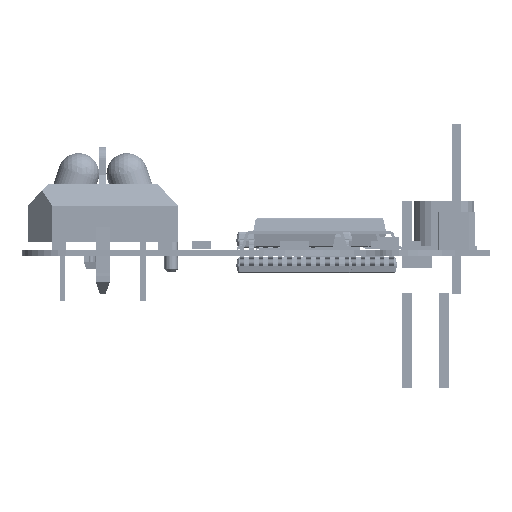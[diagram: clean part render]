
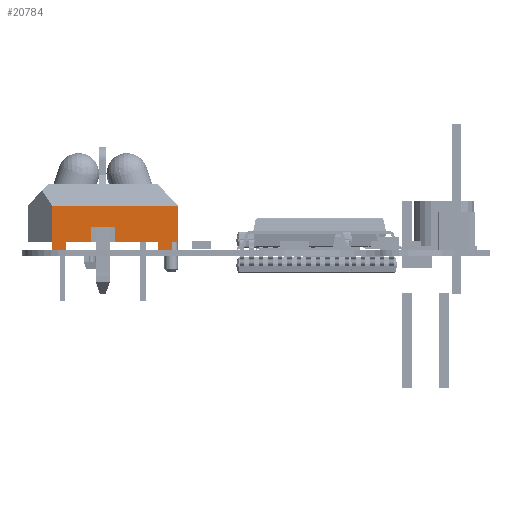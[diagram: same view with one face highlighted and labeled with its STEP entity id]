
A CAD part, left-side view. The second image highlights one B-rep face of the part: STEP entity #20784.
In plain terms, the highlighted face is planar.
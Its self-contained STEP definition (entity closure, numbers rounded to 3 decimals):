
#20166 = VERTEX_POINT('',#20167);
#20167 = CARTESIAN_POINT('',(2.9,0.513,-3.734));
#20173 = EDGE_CURVE('',#20174,#20166,#20176,.T.);
#20174 = VERTEX_POINT('',#20175);
#20175 = CARTESIAN_POINT('',(2.9,0.513,-0.8));
#20176 = LINE('',#20177,#20178);
#20177 = CARTESIAN_POINT('',(2.9,0.513,1.25));
#20178 = VECTOR('',#20179,1.);
#20179 = DIRECTION('',(0.,0.,-1.));
#20230 = VERTEX_POINT('',#20231);
#20231 = CARTESIAN_POINT('',(2.9,0.513,0.8));
#20237 = EDGE_CURVE('',#20238,#20230,#20240,.T.);
#20238 = VERTEX_POINT('',#20239);
#20239 = CARTESIAN_POINT('',(2.9,0.513,2.5));
#20240 = LINE('',#20241,#20242);
#20241 = CARTESIAN_POINT('',(2.9,0.513,1.25));
#20242 = VECTOR('',#20243,1.);
#20243 = DIRECTION('',(0.,0.,-1.));
#20372 = VERTEX_POINT('',#20373);
#20373 = CARTESIAN_POINT('',(2.9,1.513,-0.475));
#20530 = EDGE_CURVE('',#20531,#20372,#20533,.T.);
#20531 = VERTEX_POINT('',#20532);
#20532 = CARTESIAN_POINT('',(2.9,1.513,0.475));
#20533 = LINE('',#20534,#20535);
#20534 = CARTESIAN_POINT('',(2.9,1.513,-0.4));
#20535 = VECTOR('',#20536,1.);
#20536 = DIRECTION('',(0.,0.,-1.));
#20709 = VERTEX_POINT('',#20710);
#20710 = CARTESIAN_POINT('',(2.9,1.513,-0.8));
#20716 = EDGE_CURVE('',#20372,#20709,#20717,.T.);
#20717 = LINE('',#20718,#20719);
#20718 = CARTESIAN_POINT('',(2.9,1.513,-0.4));
#20719 = VECTOR('',#20720,1.);
#20720 = DIRECTION('',(0.,0.,-1.));
#20731 = EDGE_CURVE('',#20732,#20531,#20734,.T.);
#20732 = VERTEX_POINT('',#20733);
#20733 = CARTESIAN_POINT('',(2.9,1.513,0.8));
#20734 = LINE('',#20735,#20736);
#20735 = CARTESIAN_POINT('',(2.9,1.513,-0.4));
#20736 = VECTOR('',#20737,1.);
#20737 = DIRECTION('',(0.,0.,-1.));
#20754 = EDGE_CURVE('',#20709,#20174,#20755,.T.);
#20755 = LINE('',#20756,#20757);
#20756 = CARTESIAN_POINT('',(2.9,1.382,-0.8));
#20757 = VECTOR('',#20758,1.);
#20758 = DIRECTION('',(0.,-1.,0.));
#20771 = EDGE_CURVE('',#20230,#20732,#20772,.T.);
#20772 = LINE('',#20773,#20774);
#20773 = CARTESIAN_POINT('',(2.9,1.882,0.8));
#20774 = VECTOR('',#20775,1.);
#20775 = DIRECTION('',(0.,1.,0.));
#20784 = ADVANCED_FACE('',(#20785),#20872,.T.);
#20785 = FACE_BOUND('',#20786,.T.);
#20786 = EDGE_LOOP('',(#20787,#20788,#20789,#20790,#20791,#20792,#20793,
    #20801,#20809,#20817,#20825,#20833,#20841,#20849,#20857,#20865,
    #20871));
#20787 = ORIENTED_EDGE('',*,*,#20771,.T.);
#20788 = ORIENTED_EDGE('',*,*,#20731,.T.);
#20789 = ORIENTED_EDGE('',*,*,#20530,.T.);
#20790 = ORIENTED_EDGE('',*,*,#20716,.T.);
#20791 = ORIENTED_EDGE('',*,*,#20754,.T.);
#20792 = ORIENTED_EDGE('',*,*,#20173,.T.);
#20793 = ORIENTED_EDGE('',*,*,#20794,.T.);
#20794 = EDGE_CURVE('',#20166,#20795,#20797,.T.);
#20795 = VERTEX_POINT('',#20796);
#20796 = CARTESIAN_POINT('',(2.9,0.,-3.734));
#20797 = LINE('',#20798,#20799);
#20798 = CARTESIAN_POINT('',(2.9,1.382,-3.734));
#20799 = VECTOR('',#20800,1.);
#20800 = DIRECTION('',(0.,-1.,0.));
#20801 = ORIENTED_EDGE('',*,*,#20802,.T.);
#20802 = EDGE_CURVE('',#20795,#20803,#20805,.T.);
#20803 = VERTEX_POINT('',#20804);
#20804 = CARTESIAN_POINT('',(2.9,0.,-4.684));
#20805 = LINE('',#20806,#20807);
#20806 = CARTESIAN_POINT('',(2.9,0.,-5.1));
#20807 = VECTOR('',#20808,1.);
#20808 = DIRECTION('',(0.,0.,-1.));
#20809 = ORIENTED_EDGE('',*,*,#20810,.T.);
#20810 = EDGE_CURVE('',#20803,#20811,#20813,.T.);
#20811 = VERTEX_POINT('',#20812);
#20812 = CARTESIAN_POINT('',(2.9,0.513,-4.684));
#20813 = LINE('',#20814,#20815);
#20814 = CARTESIAN_POINT('',(2.9,1.126,-4.684));
#20815 = VECTOR('',#20816,1.);
#20816 = DIRECTION('',(0.,1.,0.));
#20817 = ORIENTED_EDGE('',*,*,#20818,.T.);
#20818 = EDGE_CURVE('',#20811,#20819,#20821,.T.);
#20819 = VERTEX_POINT('',#20820);
#20820 = CARTESIAN_POINT('',(2.9,0.513,-5.1));
#20821 = LINE('',#20822,#20823);
#20822 = CARTESIAN_POINT('',(2.9,0.513,-2.342));
#20823 = VECTOR('',#20824,1.);
#20824 = DIRECTION('',(0.,0.,-1.));
#20825 = ORIENTED_EDGE('',*,*,#20826,.T.);
#20826 = EDGE_CURVE('',#20819,#20827,#20829,.T.);
#20827 = VERTEX_POINT('',#20828);
#20828 = CARTESIAN_POINT('',(2.9,3.,-5.1));
#20829 = LINE('',#20830,#20831);
#20830 = CARTESIAN_POINT('',(2.9,3.,-5.1));
#20831 = VECTOR('',#20832,1.);
#20832 = DIRECTION('',(0.,1.,0.));
#20833 = ORIENTED_EDGE('',*,*,#20834,.T.);
#20834 = EDGE_CURVE('',#20827,#20835,#20837,.T.);
#20835 = VERTEX_POINT('',#20836);
#20836 = CARTESIAN_POINT('',(2.9,3.,3.45));
#20837 = LINE('',#20838,#20839);
#20838 = CARTESIAN_POINT('',(2.9,3.,0.));
#20839 = VECTOR('',#20840,1.);
#20840 = DIRECTION('',(0.,0.,1.));
#20841 = ORIENTED_EDGE('',*,*,#20842,.T.);
#20842 = EDGE_CURVE('',#20835,#20843,#20845,.T.);
#20843 = VERTEX_POINT('',#20844);
#20844 = CARTESIAN_POINT('',(2.9,0.513,3.45));
#20845 = LINE('',#20846,#20847);
#20846 = CARTESIAN_POINT('',(2.9,1.126,3.45));
#20847 = VECTOR('',#20848,1.);
#20848 = DIRECTION('',(0.,-1.,0.));
#20849 = ORIENTED_EDGE('',*,*,#20850,.T.);
#20850 = EDGE_CURVE('',#20843,#20851,#20853,.T.);
#20851 = VERTEX_POINT('',#20852);
#20852 = CARTESIAN_POINT('',(2.9,0.,3.45));
#20853 = LINE('',#20854,#20855);
#20854 = CARTESIAN_POINT('',(2.9,1.126,3.45));
#20855 = VECTOR('',#20856,1.);
#20856 = DIRECTION('',(0.,-1.,0.));
#20857 = ORIENTED_EDGE('',*,*,#20858,.T.);
#20858 = EDGE_CURVE('',#20851,#20859,#20861,.T.);
#20859 = VERTEX_POINT('',#20860);
#20860 = CARTESIAN_POINT('',(2.9,0.,2.5));
#20861 = LINE('',#20862,#20863);
#20862 = CARTESIAN_POINT('',(2.9,0.,-5.1));
#20863 = VECTOR('',#20864,1.);
#20864 = DIRECTION('',(0.,0.,-1.));
#20865 = ORIENTED_EDGE('',*,*,#20866,.T.);
#20866 = EDGE_CURVE('',#20859,#20238,#20867,.T.);
#20867 = LINE('',#20868,#20869);
#20868 = CARTESIAN_POINT('',(2.9,1.126,2.5));
#20869 = VECTOR('',#20870,1.);
#20870 = DIRECTION('',(0.,1.,0.));
#20871 = ORIENTED_EDGE('',*,*,#20237,.T.);
#20872 = PLANE('',#20873);
#20873 = AXIS2_PLACEMENT_3D('',#20874,#20875,#20876);
#20874 = CARTESIAN_POINT('',(2.9,2.251,0.));
#20875 = DIRECTION('',(1.,0.,0.));
#20876 = DIRECTION('',(0.,0.,-1.));
